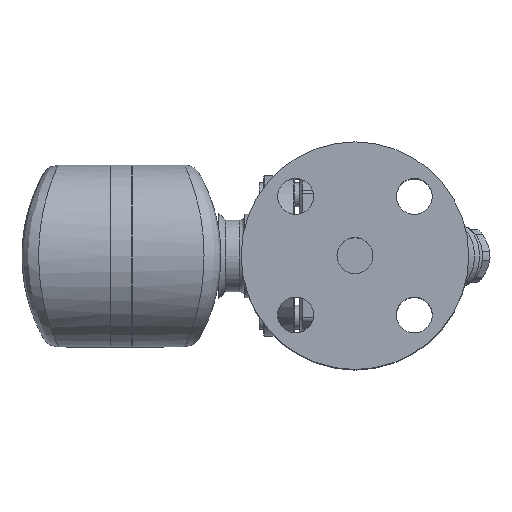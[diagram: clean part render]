
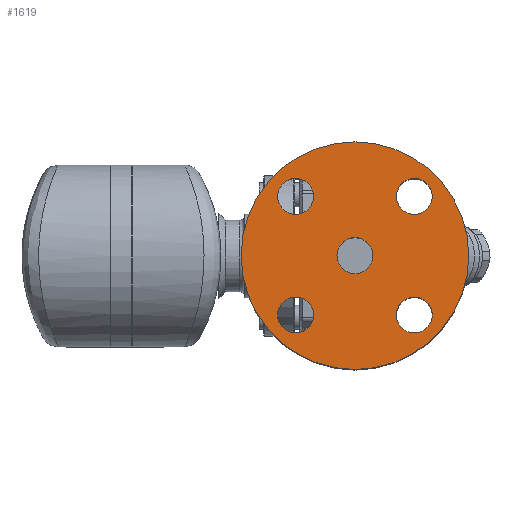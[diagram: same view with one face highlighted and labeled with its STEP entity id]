
A CAD part, top view. The second image highlights one B-rep face of the part: STEP entity #1619.
In plain terms, the highlighted planar face has unit normal (0, 0, 1).
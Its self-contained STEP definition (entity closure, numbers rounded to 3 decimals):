
#709=CARTESIAN_POINT('',(140.5,0.0,89.));
#710=VERTEX_POINT('',#709);
#711=CARTESIAN_POINT('',(93.,0.0,89.));
#712=DIRECTION('',(0.0,0.0,1.0));
#713=DIRECTION('',(1.0,0.0,0.0));
#714=AXIS2_PLACEMENT_3D('',#711,#712,#713);
#715=CIRCLE('',#714,47.5);
#716=EDGE_CURVE('',#710,#710,#715,.T.);
#753=CARTESIAN_POINT('',(68.251,17.249,89.));
#754=VERTEX_POINT('',#753);
#755=CARTESIAN_POINT('',(68.251,24.749,89.));
#756=DIRECTION('',(0.0,0.0,-1.0));
#757=DIRECTION('',(0.0,-1.0,0.0));
#758=AXIS2_PLACEMENT_3D('',#755,#756,#757);
#759=CIRCLE('',#758,7.5);
#760=EDGE_CURVE('',#754,#754,#759,.T.);
#794=CARTESIAN_POINT('',(110.249,24.749,89.));
#795=VERTEX_POINT('',#794);
#796=CARTESIAN_POINT('',(117.749,24.749,89.));
#797=DIRECTION('',(0.0,0.0,-1.0));
#798=DIRECTION('',(-1.0,0.0,0.0));
#799=AXIS2_PLACEMENT_3D('',#796,#797,#798);
#800=CIRCLE('',#799,7.5);
#801=EDGE_CURVE('',#795,#795,#800,.T.);
#835=CARTESIAN_POINT('',(117.749,-17.249,89.));
#836=VERTEX_POINT('',#835);
#837=CARTESIAN_POINT('',(117.749,-24.749,89.));
#838=DIRECTION('',(0.0,0.0,-1.0));
#839=DIRECTION('',(0.0,1.0,0.0));
#840=AXIS2_PLACEMENT_3D('',#837,#838,#839);
#841=CIRCLE('',#840,7.5);
#842=EDGE_CURVE('',#836,#836,#841,.T.);
#876=CARTESIAN_POINT('',(75.751,-24.749,89.));
#877=VERTEX_POINT('',#876);
#878=CARTESIAN_POINT('',(68.251,-24.749,89.));
#879=DIRECTION('',(0.0,0.0,-1.0));
#880=DIRECTION('',(1.0,0.0,0.0));
#881=AXIS2_PLACEMENT_3D('',#878,#879,#880);
#882=CIRCLE('',#881,7.5);
#883=EDGE_CURVE('',#877,#877,#882,.T.);
#1564=CARTESIAN_POINT('',(100.5,0.0,89.));
#1565=VERTEX_POINT('',#1564);
#1566=CARTESIAN_POINT('',(93.,0.0,89.));
#1567=DIRECTION('',(0.0,0.0,1.0));
#1568=DIRECTION('',(1.0,0.0,0.0));
#1569=AXIS2_PLACEMENT_3D('',#1566,#1567,#1568);
#1570=CIRCLE('',#1569,7.5);
#1571=EDGE_CURVE('',#1565,#1565,#1570,.T.);
#1596=CARTESIAN_POINT('',(120.5,0.0,89.));
#1597=DIRECTION('',(0.0,0.0,1.0));
#1598=DIRECTION('',(1.0,0.0,0.0));
#1599=AXIS2_PLACEMENT_3D('',#1596,#1597,#1598);
#1600=PLANE('',#1599);
#1601=ORIENTED_EDGE('',*,*,#716,.T.);
#1602=EDGE_LOOP('',(#1601));
#1603=FACE_OUTER_BOUND('',#1602,.T.);
#1604=ORIENTED_EDGE('',*,*,#760,.T.);
#1605=EDGE_LOOP('',(#1604));
#1606=FACE_BOUND('',#1605,.T.);
#1607=ORIENTED_EDGE('',*,*,#801,.T.);
#1608=EDGE_LOOP('',(#1607));
#1609=FACE_BOUND('',#1608,.T.);
#1610=ORIENTED_EDGE('',*,*,#842,.T.);
#1611=EDGE_LOOP('',(#1610));
#1612=FACE_BOUND('',#1611,.T.);
#1613=ORIENTED_EDGE('',*,*,#883,.T.);
#1614=EDGE_LOOP('',(#1613));
#1615=FACE_BOUND('',#1614,.T.);
#1616=ORIENTED_EDGE('',*,*,#1571,.F.);
#1617=EDGE_LOOP('',(#1616));
#1618=FACE_BOUND('',#1617,.T.);
#1619=ADVANCED_FACE('',(#1603,#1606,#1609,#1612,#1615,#1618),#1600,.T.);
